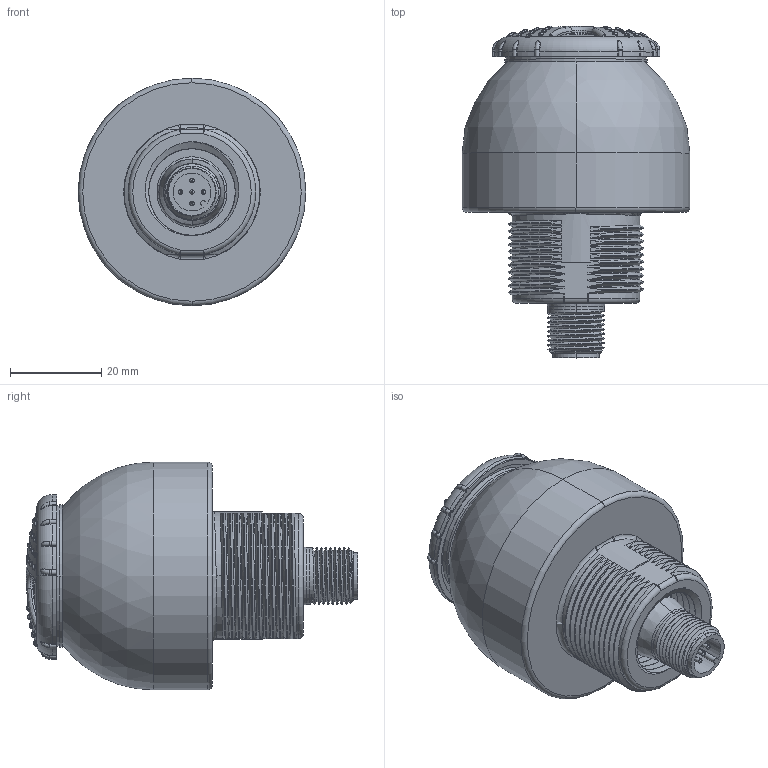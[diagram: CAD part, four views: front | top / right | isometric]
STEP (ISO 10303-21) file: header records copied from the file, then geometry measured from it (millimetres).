
FILE_DESCRIPTION((''),'2;1');
FILE_NAME('158880_SM01_ASM','2023-06-29T09:26:27',('banengservice'),('BANNER ENGINEERING'),'CREO PARAMETRIC BY PTC INC, 2022414','CREO PARAMETRIC BY PTC INC, 2022414','');
FILE_SCHEMA(('CONFIG_CONTROL_DESIGN'));
Products named in the file (2): 158880_EP01; 158880_SM01_ASM
Assembly tree (1 placements, depth 2):
  158880_SM01_ASM
    158880_EP01
Bounding box: 50 x 72.91 x 50 mm (x, y, z)
Volume: 72186.3 mm3; surface area: 17369.9 mm2
Topology: 1 solids, 1 shells, 973 faces, 2467 edges, 1534 vertices
Faces by surface type: bspline 434, cylinder 226, torus 142, cone 87, plane 55, sphere 29
Entity records: 115553 total; most frequent: CARTESIAN_POINT 95819, ORIENTED_EDGE 4918, DIRECTION 2745, EDGE_CURVE 2459, VERTEX_POINT 1534, B_SPLINE_CURVE_WITH_KNOTS 1410, AXIS2_PLACEMENT_3D 1154, EDGE_LOOP 1033
